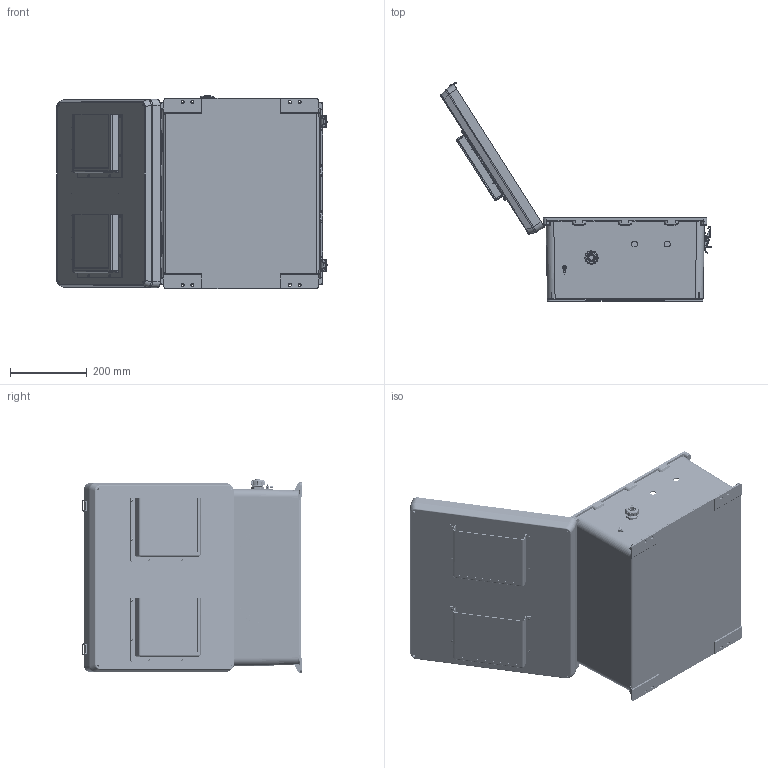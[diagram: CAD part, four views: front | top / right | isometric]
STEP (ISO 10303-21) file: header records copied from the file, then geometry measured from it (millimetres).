
FILE_DESCRIPTION (( 'STEP AP214' ), '1' );
FILE_NAME ('TEF181608-00V.STEP', '2019-05-10T12:38:45', ( '' ), ( '' ), 'SwSTEP 2.0', 'SolidWorks 2018', '' );
FILE_SCHEMA (( 'AUTOMOTIVE_DESIGN' ));
Length unit declared in the file: inch
Products named in the file (22): NB181608-Hinge; Fan Screen-120x120 ALUM; XCT-0005; XFS-0017; XC-0003; NB181608-Lid-Vented; XFS-0026; XFN-0003; XFW-0002; NB181608-DoorClasp-1; NB181608-Box; 10-32 NEMA PLATE SCREW; XM220-01-UL; NEMA_18_GroundWire; XCT-0011; TEF181608-00V; XF685-01; XFR-0005; XFS-0023_92470A148; XFN-0002; XCT-0010; NB181608-DoorClasp-2
Assembly tree (55 placements, depth 2):
  TEF181608-00V
    NB181608-Box
    NB181608-Hinge  x2
    NB181608-Lid-Vented
    NB181608-DoorClasp-1  x2
    NB181608-DoorClasp-2  x2
    XF685-01
    10-32 NEMA PLATE SCREW  x4
    XFS-0017
    XCT-0011
    XCT-0010
    XFN-0003  x2
    XC-0003
    XCT-0005
    XFW-0002
    XFS-0026
    NEMA_18_GroundWire
    XM220-01-UL  x2
    XFN-0002  x8
    Fan Screen-120x120 ALUM  x2
    XFR-0005  x12
    XFS-0023_92470A148  x8
Bounding box: 703.32 x 571.16 x 502.84 mm (x, y, z)
Volume: 3645744.7 mm3; surface area: 2363862.1 mm2
Topology: 61 solids, 62 shells, 5444 faces, 14816 edges, 9495 vertices
Faces by surface type: cylinder 2828, plane 1410, cone 587, bspline 336, torus 263, sphere 20
Entity records: 128334 total; most frequent: CARTESIAN_POINT 41192, ORIENTED_EDGE 16660, DIRECTION 15857, EDGE_CURVE 8330, AXIS2_PLACEMENT_3D 6056, VERTEX_POINT 5291, EDGE_LOOP 4053, LINE 3745
